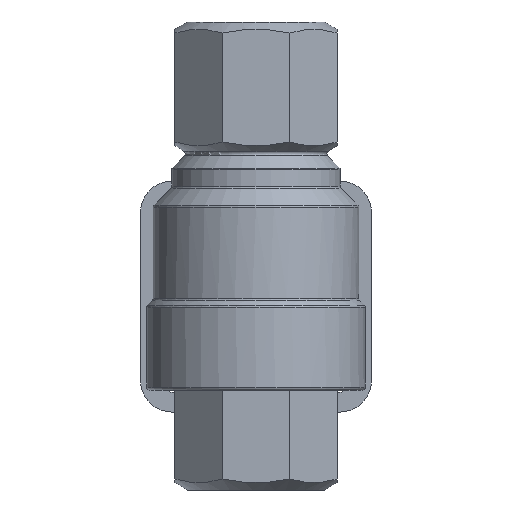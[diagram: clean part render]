
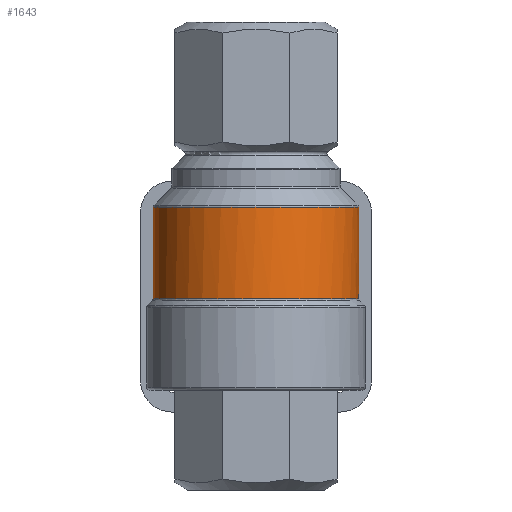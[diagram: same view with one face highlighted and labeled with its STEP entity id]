
A CAD part, front view. The second image highlights one B-rep face of the part: STEP entity #1643.
In plain terms, the highlighted cylindrical face has radius 16.5 mm (diameter 33 mm), a full revolution.
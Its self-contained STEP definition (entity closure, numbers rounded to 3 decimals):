
#290=B_SPLINE_CURVE_WITH_KNOTS('',3,(#2632,#2633,#2634,#2635,#2636,#2637,
#2638,#2639,#2640,#2641,#2642,#2643,#2644,#2645,#2646),.UNSPECIFIED.,.F.,
 .F.,(4,1,1,1,1,1,1,1,1,1,1,1,4),(0.019,0.021,
0.024,0.026,0.028,0.031,
0.033,0.038,0.043,0.048,
0.05,0.053,0.058),.UNSPECIFIED.);
#534=ORIENTED_EDGE('',*,*,#941,.F.);
#535=ORIENTED_EDGE('',*,*,#942,.F.);
#536=ORIENTED_EDGE('',*,*,#943,.T.);
#941=EDGE_CURVE('',#1140,#1141,#1244,.T.);
#942=EDGE_CURVE('',#1141,#1140,#290,.T.);
#943=EDGE_CURVE('',#1142,#1142,#1245,.T.);
#1140=VERTEX_POINT('',#2630);
#1141=VERTEX_POINT('',#2631);
#1142=VERTEX_POINT('',#2648);
#1244=CIRCLE('',#1782,16.5);
#1245=CIRCLE('',#1783,16.5);
#1322=EDGE_LOOP('',(#534,#535));
#1323=EDGE_LOOP('',(#536));
#1476=FACE_BOUND('',#1322,.T.);
#1477=FACE_BOUND('',#1323,.T.);
#1597=CYLINDRICAL_SURFACE('',#1781,16.5);
#1643=ADVANCED_FACE('',(#1476,#1477),#1597,.T.);
#1781=AXIS2_PLACEMENT_3D('',#2628,#2070,#2071);
#1782=AXIS2_PLACEMENT_3D('',#2629,#2072,#2073);
#1783=AXIS2_PLACEMENT_3D('',#2647,#2074,#2075);
#2070=DIRECTION('',(0.,0.,-1.));
#2071=DIRECTION('',(-1.,0.,0.));
#2072=DIRECTION('',(0.,0.,-1.));
#2073=DIRECTION('',(-1.,0.,0.));
#2074=DIRECTION('',(0.,0.,-1.));
#2075=DIRECTION('',(-1.,0.,0.));
#2628=CARTESIAN_POINT('',(0.,0.,-31.));
#2629=CARTESIAN_POINT('',(0.,0.,-0.376));
#2630=CARTESIAN_POINT('',(11.744,11.59,-0.376));
#2631=CARTESIAN_POINT('',(-11.744,11.59,-0.376));
#2632=CARTESIAN_POINT('',(-11.744,11.59,-0.376));
#2633=CARTESIAN_POINT('',(-11.77,11.564,0.442));
#2634=CARTESIAN_POINT('',(-11.649,11.69,2.079));
#2635=CARTESIAN_POINT('',(-10.99,12.325,4.371));
#2636=CARTESIAN_POINT('',(-9.926,13.21,6.421));
#2637=CARTESIAN_POINT('',(-8.534,14.162,8.182));
#2638=CARTESIAN_POINT('',(-6.794,15.082,9.677));
#2639=CARTESIAN_POINT('',(-4.111,16.103,11.203));
#2640=CARTESIAN_POINT('',(-0.018,16.758,12.106));
#2641=CARTESIAN_POINT('',(4.859,15.995,11.054));
#2642=CARTESIAN_POINT('',(8.051,14.49,8.787));
#2643=CARTESIAN_POINT('',(9.918,13.217,6.434));
#2644=CARTESIAN_POINT('',(11.342,12.031,3.701));
#2645=CARTESIAN_POINT('',(11.797,11.536,1.277));
#2646=CARTESIAN_POINT('',(11.744,11.59,-0.376));
#2647=CARTESIAN_POINT('',(0.,0.,14.293));
#2648=CARTESIAN_POINT('',(-16.5,0.,14.293));
